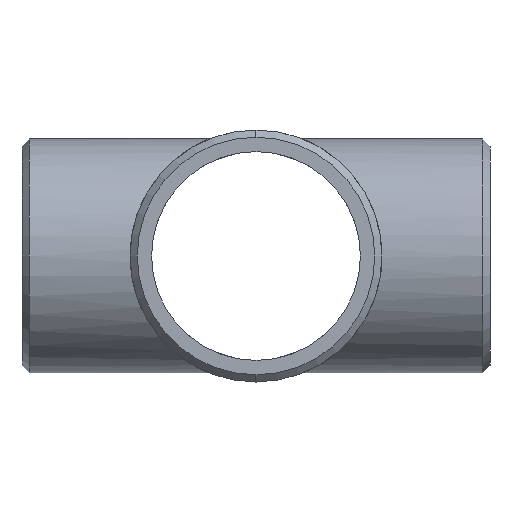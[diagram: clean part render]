
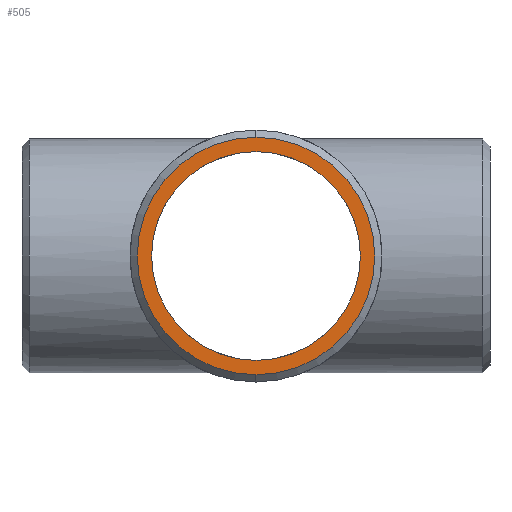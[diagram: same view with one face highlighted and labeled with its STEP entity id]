
A CAD part, left-side view. The second image highlights one B-rep face of the part: STEP entity #505.
In plain terms, the highlighted planar face has unit normal (-1, 0, 0).
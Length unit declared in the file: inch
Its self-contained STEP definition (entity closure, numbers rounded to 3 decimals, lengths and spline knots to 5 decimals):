
#199 = DIRECTION ( 'NONE',  ( 0., 0., -1. ) ) ;
#251 = DIRECTION ( 'NONE',  ( 0., 0., 1. ) ) ;
#273 = CARTESIAN_POINT ( 'NONE',  ( -3.38, 0., 0. ) ) ;
#282 = VERTEX_POINT ( 'NONE', #1248 ) ;
#318 = DIRECTION ( 'NONE',  ( 1., 0., 0. ) ) ;
#329 = AXIS2_PLACEMENT_3D ( 'NONE', #1214, #1207, #570 ) ;
#338 = DIRECTION ( 'NONE',  ( 1., 0., 0. ) ) ;
#394 = CIRCLE ( 'NONE', #947, 1.45 ) ;
#435 = EDGE_CURVE ( 'NONE', #721, #701, #569, .T. ) ;
#505 = ADVANCED_FACE ( 'NONE', ( #918, #1337 ), #1350, .T. ) ;
#569 = CIRCLE ( 'NONE', #329, 1.65 ) ;
#570 = DIRECTION ( 'NONE',  ( 0., 0., 1. ) ) ;
#574 = EDGE_CURVE ( 'NONE', #1367, #282, #394, .T. ) ;
#602 = EDGE_LOOP ( 'NONE', ( #949, #903 ) ) ;
#658 = CARTESIAN_POINT ( 'NONE',  ( -3.38, 0., 0. ) ) ;
#701 = VERTEX_POINT ( 'NONE', #869 ) ;
#721 = VERTEX_POINT ( 'NONE', #1176 ) ;
#722 = CARTESIAN_POINT ( 'NONE',  ( -3.38, 0., 0. ) ) ;
#743 = ORIENTED_EDGE ( 'NONE', *, *, #1025, .T. ) ;
#750 = CARTESIAN_POINT ( 'NONE',  ( -3.38, 0., 1.45 ) ) ;
#779 = AXIS2_PLACEMENT_3D ( 'NONE', #1260, #318, #848 ) ;
#810 = DIRECTION ( 'NONE',  ( -1., 0., 0. ) ) ;
#812 = AXIS2_PLACEMENT_3D ( 'NONE', #722, #810, #199 ) ;
#822 = CIRCLE ( 'NONE', #1236, 1.65 ) ;
#848 = DIRECTION ( 'NONE',  ( 0., 0., 1. ) ) ;
#869 = CARTESIAN_POINT ( 'NONE',  ( -3.38, 0., 1.65 ) ) ;
#885 = DIRECTION ( 'NONE',  ( 0., 0., 1. ) ) ;
#903 = ORIENTED_EDGE ( 'NONE', *, *, #1242, .T. ) ;
#918 = FACE_OUTER_BOUND ( 'NONE', #1338, .T. ) ;
#947 = AXIS2_PLACEMENT_3D ( 'NONE', #658, #338, #251 ) ;
#949 = ORIENTED_EDGE ( 'NONE', *, *, #574, .T. ) ;
#999 = DIRECTION ( 'NONE',  ( -1., 0., 0. ) ) ;
#1025 = EDGE_CURVE ( 'NONE', #701, #721, #822, .T. ) ;
#1038 = ORIENTED_EDGE ( 'NONE', *, *, #435, .T. ) ;
#1176 = CARTESIAN_POINT ( 'NONE',  ( -3.38, 0., -1.65 ) ) ;
#1207 = DIRECTION ( 'NONE',  ( -1., 0., 0. ) ) ;
#1214 = CARTESIAN_POINT ( 'NONE',  ( -3.38, 0., 0. ) ) ;
#1236 = AXIS2_PLACEMENT_3D ( 'NONE', #273, #999, #885 ) ;
#1242 = EDGE_CURVE ( 'NONE', #282, #1367, #1259, .T. ) ;
#1248 = CARTESIAN_POINT ( 'NONE',  ( -3.38, 0., -1.45 ) ) ;
#1259 = CIRCLE ( 'NONE', #779, 1.45 ) ;
#1260 = CARTESIAN_POINT ( 'NONE',  ( -3.38, 0., 0. ) ) ;
#1337 = FACE_BOUND ( 'NONE', #602, .T. ) ;
#1338 = EDGE_LOOP ( 'NONE', ( #1038, #743 ) ) ;
#1350 = PLANE ( 'NONE',  #812 ) ;
#1367 = VERTEX_POINT ( 'NONE', #750 ) ;
